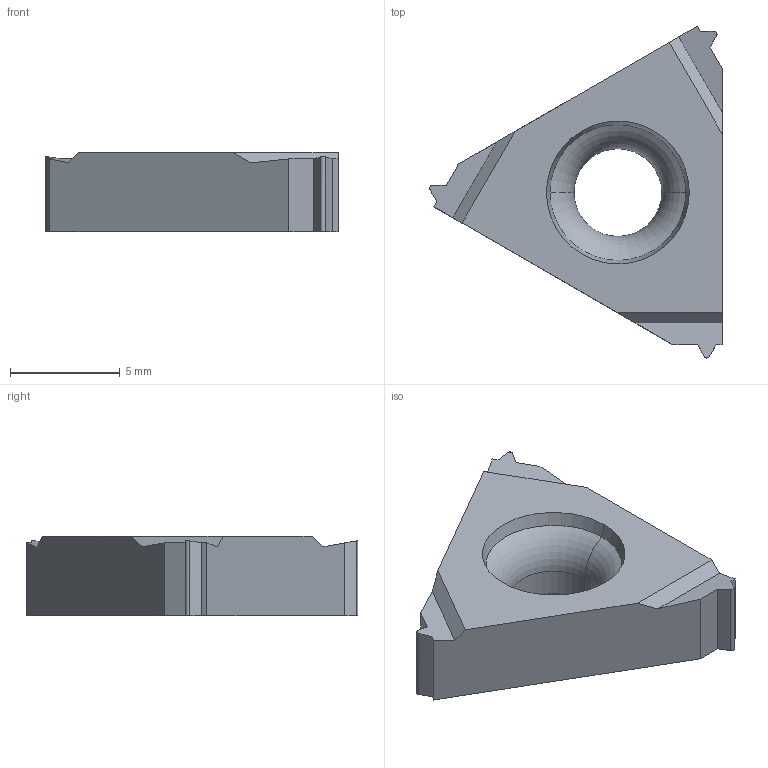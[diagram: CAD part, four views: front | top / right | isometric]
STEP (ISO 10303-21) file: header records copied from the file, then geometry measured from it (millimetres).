
FILE_DESCRIPTION((''),'2;1');
FILE_NAME('MMT16ER100ISO-S','2021-01-04T13:24:13',('tlyad011'),('PTC Japan'),'CREO PARAMETRIC BY PTC INC, 2018500','CREO PARAMETRIC BY PTC INC, 2018500','');
FILE_SCHEMA(('AUTOMOTIVE_DESIGN { 1 0 10303 214 1 1 1 1 }'));
Length unit declared in the file: millimetre
Products named in the file (1): MMT16ER100ISO-S
Bounding box: 13.35 x 15.15 x 3.65 mm (x, y, z)
Volume: 346.2 mm3; surface area: 409.5 mm2
Topology: 1 solids, 1 shells, 32 faces, 116 edges, 86 vertices
Faces by surface type: plane 23, cylinder 5, torus 2, cone 2
Entity records: 1650 total; most frequent: CARTESIAN_POINT 254, DIRECTION 193, ORIENTED_EDGE 172, PRESENTATION_STYLE_ASSIGNMENT 119, STYLED_ITEM 119, CURVE_STYLE 118, VECTOR 97, LINE 97
